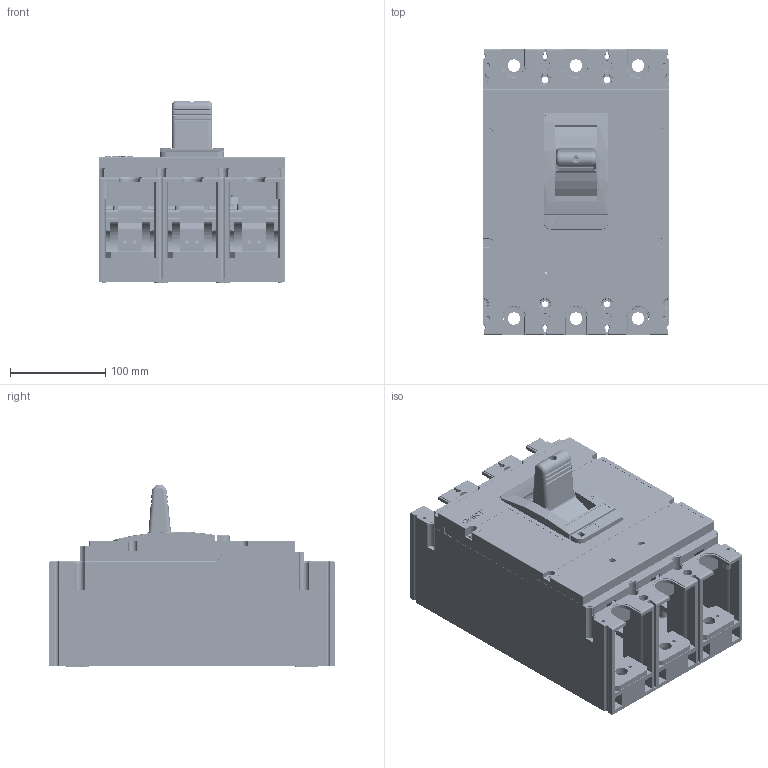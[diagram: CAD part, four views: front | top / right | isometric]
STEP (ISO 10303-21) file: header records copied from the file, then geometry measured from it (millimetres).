
FILE_DESCRIPTION((''),'2;1');
FILE_NAME('NM8N-800-3P_-_00_ASM','2020-06-10T10:54:00',('ljqian'),(''),'CREO PARAMETRIC BY PTC INC, 2018020','CREO PARAMETRIC BY PTC INC, 2018020','');
FILE_SCHEMA(('CONFIG_CONTROL_DESIGN','SHAPE_APPEARANCE_LAYERS_GROUPS'));
Products named in the file (28): 5024M0203001-V; 8005M0203019-15962; 8005M0203019-25253; 8005M0203019-34544; 8005M0203020-43835; 8005M0203020-51956; 8005M0203020-60077; 8420M0406102_SOLID_1-68198; 8420M0406102_QUILT_1-69652; 8420M0406102_QUILT_2-69750; 8420M0406102_SOLID_1-69848; 8420M0406102_QUILT_1-71302; 8420M0406102_QUILT_2-71400; 8420M0406102_SOLID_1-71498; 8420M0406102_QUILT_1-72952; 8420M0406102_QUILT_2-73050; 8580M0406023-73148; 8580M0406023-74313; 8580M0406023-75478; 5315M0203001V_SOLID_1; 5315M0203001V_QUILT_1; 8ZTD-315-1456_SOLID_1; 8ZTD-315-1456_QUILT_1; 8ZTD-315-1456_QUILT_2; 8253M0101012; 8210M0101004; NM8N-800-3P_ASM; NM8N-800-3P_-_00_ASM
Assembly tree (27 placements, depth 3):
  NM8N-800-3P_-_00_ASM
    NM8N-800-3P_ASM
      5024M0203001-V
      8005M0203019-15962
      8005M0203019-25253
      8005M0203019-34544
      8005M0203020-43835
      8005M0203020-51956
      8005M0203020-60077
      8420M0406102_SOLID_1-68198
      8420M0406102_QUILT_1-69652
      8420M0406102_QUILT_2-69750
      8420M0406102_SOLID_1-69848
      8420M0406102_QUILT_1-71302
      8420M0406102_QUILT_2-71400
      8420M0406102_SOLID_1-71498
      8420M0406102_QUILT_1-72952
      8420M0406102_QUILT_2-73050
      8580M0406023-73148
      8580M0406023-74313
      8580M0406023-75478
      5315M0203001V_SOLID_1
      5315M0203001V_QUILT_1
      8ZTD-315-1456_SOLID_1
      8ZTD-315-1456_QUILT_1
      8ZTD-315-1456_QUILT_2
      8253M0101012
      8210M0101004
Bounding box: 195 x 300 x 191.2 mm (x, y, z)
Volume: 1524041.3 mm3; surface area: 1017756.7 mm2
Topology: 16 solids, 26 shells, 6423 faces, 18235 edges, 11874 vertices
Faces by surface type: plane 3541, cylinder 2189, torus 325, bspline 185, sphere 103, cone 80
Full cylindrical faces by diameter (mm): 1 x3
Entity records: 255346 total; most frequent: CARTESIAN_POINT 52465, ORIENTED_EDGE 36244, DIRECTION 34697, EDGE_CURVE 18142, VECTOR 12045, LINE 12045, VERTEX_POINT 11869, AXIS2_PLACEMENT_3D 11326
